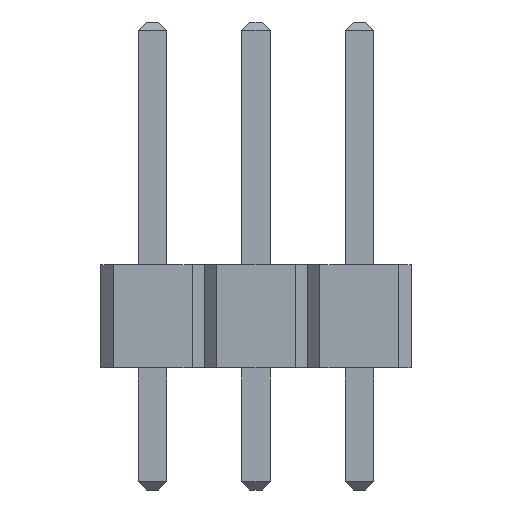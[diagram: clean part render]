
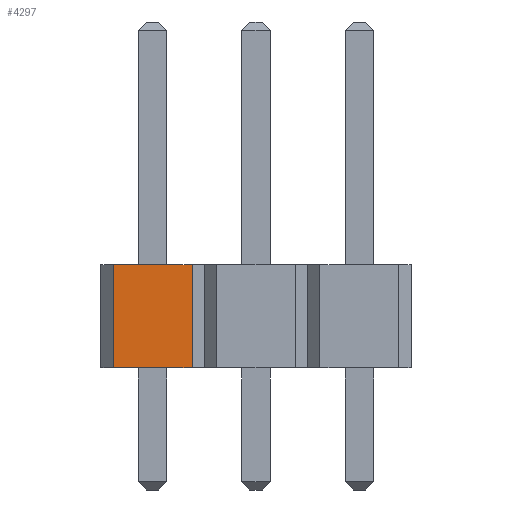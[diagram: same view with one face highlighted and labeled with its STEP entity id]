
A CAD part, front view. The second image highlights one B-rep face of the part: STEP entity #4297.
In plain terms, the highlighted planar face has unit normal (0, -1, 0).
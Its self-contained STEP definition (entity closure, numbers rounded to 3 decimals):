
#3747 = VERTEX_POINT('',#3748);
#3748 = CARTESIAN_POINT('',(-0.97,-19.05,0.));
#3754 = EDGE_CURVE('',#3755,#3747,#3757,.T.);
#3755 = VERTEX_POINT('',#3756);
#3756 = CARTESIAN_POINT('',(0.97,-19.05,0.));
#3757 = LINE('',#3758,#3759);
#3758 = CARTESIAN_POINT('',(1.27,-19.05,0.));
#3759 = VECTOR('',#3760,1.);
#3760 = DIRECTION('',(-1.,0.,0.));
#3969 = VERTEX_POINT('',#3970);
#3970 = CARTESIAN_POINT('',(-0.97,-19.05,2.54));
#3976 = EDGE_CURVE('',#3977,#3969,#3979,.T.);
#3977 = VERTEX_POINT('',#3978);
#3978 = CARTESIAN_POINT('',(0.97,-19.05,2.54));
#3979 = LINE('',#3980,#3981);
#3980 = CARTESIAN_POINT('',(1.27,-19.05,2.54));
#3981 = VECTOR('',#3982,1.);
#3982 = DIRECTION('',(-1.,0.,0.));
#4287 = EDGE_CURVE('',#3755,#3977,#4288,.T.);
#4288 = LINE('',#4289,#4290);
#4289 = CARTESIAN_POINT('',(0.97,-19.05,0.));
#4290 = VECTOR('',#4291,1.);
#4291 = DIRECTION('',(0.,0.,1.));
#4297 = ADVANCED_FACE('',(#4298),#4309,.T.);
#4298 = FACE_BOUND('',#4299,.T.);
#4299 = EDGE_LOOP('',(#4300,#4301,#4302,#4303));
#4300 = ORIENTED_EDGE('',*,*,#3754,.F.);
#4301 = ORIENTED_EDGE('',*,*,#4287,.T.);
#4302 = ORIENTED_EDGE('',*,*,#3976,.T.);
#4303 = ORIENTED_EDGE('',*,*,#4304,.F.);
#4304 = EDGE_CURVE('',#3747,#3969,#4305,.T.);
#4305 = LINE('',#4306,#4307);
#4306 = CARTESIAN_POINT('',(-0.97,-19.05,0.));
#4307 = VECTOR('',#4308,1.);
#4308 = DIRECTION('',(0.,0.,1.));
#4309 = PLANE('',#4310);
#4310 = AXIS2_PLACEMENT_3D('',#4311,#4312,#4313);
#4311 = CARTESIAN_POINT('',(1.27,-19.05,0.));
#4312 = DIRECTION('',(0.,-1.,0.));
#4313 = DIRECTION('',(-1.,0.,0.));
